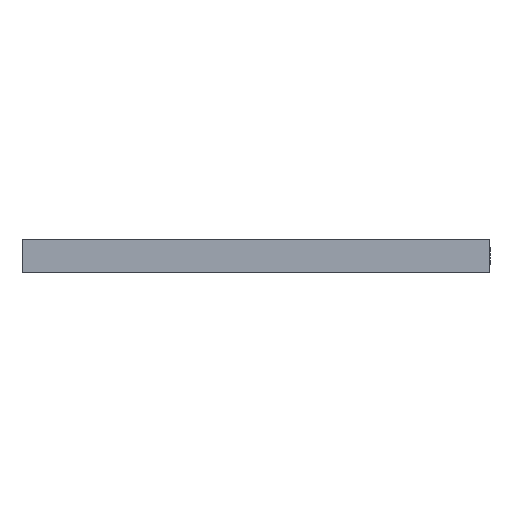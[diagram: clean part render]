
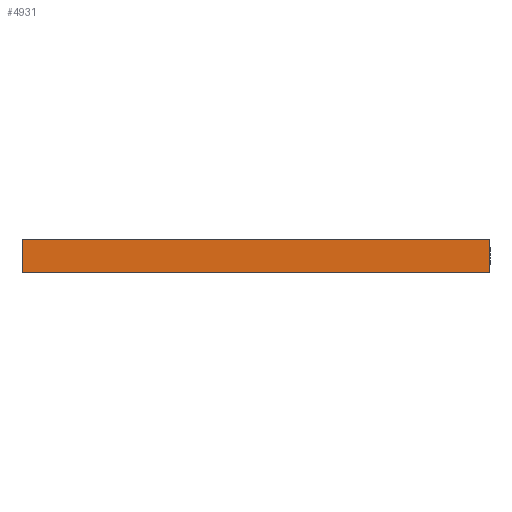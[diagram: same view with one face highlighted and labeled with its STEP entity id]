
A CAD part, left-side view. The second image highlights one B-rep face of the part: STEP entity #4931.
In plain terms, the highlighted planar face has unit normal (-1, 0, 0).
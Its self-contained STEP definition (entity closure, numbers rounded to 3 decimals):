
#152 = VECTOR ( 'NONE', #5867, 1000. ) ;
#635 = LINE ( 'NONE', #6809, #2253 ) ;
#664 = PLANE ( 'NONE',  #756 ) ;
#756 = AXIS2_PLACEMENT_3D ( 'NONE', #1967, #3020, #4938 ) ;
#902 = CARTESIAN_POINT ( 'NONE',  ( -66.5, 70., -5. ) ) ;
#1200 = ORIENTED_EDGE ( 'NONE', *, *, #1807, .F. ) ;
#1208 = ORIENTED_EDGE ( 'NONE', *, *, #2041, .T. ) ;
#1245 = FACE_OUTER_BOUND ( 'NONE', #2807, .T. ) ;
#1479 = EDGE_CURVE ( 'NONE', #4665, #7061, #635, .T. ) ;
#1685 = CARTESIAN_POINT ( 'NONE',  ( -66.5, 70., -5. ) ) ;
#1807 = EDGE_CURVE ( 'NONE', #5500, #7229, #3245, .T. ) ;
#1966 = LINE ( 'NONE', #902, #5603 ) ;
#1967 = CARTESIAN_POINT ( 'NONE',  ( -66.5, 70., -5. ) ) ;
#1971 = ORIENTED_EDGE ( 'NONE', *, *, #6857, .F. ) ;
#1982 = CARTESIAN_POINT ( 'NONE',  ( -66.5, -70., -5. ) ) ;
#2041 = EDGE_CURVE ( 'NONE', #7061, #7229, #6988, .T. ) ;
#2253 = VECTOR ( 'NONE', #3772, 1000. ) ;
#2807 = EDGE_LOOP ( 'NONE', ( #1208, #1200, #1971, #4873 ) ) ;
#3020 = DIRECTION ( 'NONE',  ( -1., 0., 0. ) ) ;
#3203 = CARTESIAN_POINT ( 'NONE',  ( -66.5, 70., 5. ) ) ;
#3245 = LINE ( 'NONE', #4083, #152 ) ;
#3772 = DIRECTION ( 'NONE',  ( 0., -1., 0. ) ) ;
#3917 = DIRECTION ( 'NONE',  ( 0., 0., 1. ) ) ;
#4083 = CARTESIAN_POINT ( 'NONE',  ( -66.5, 70., 5. ) ) ;
#4665 = VERTEX_POINT ( 'NONE', #1685 ) ;
#4668 = CARTESIAN_POINT ( 'NONE',  ( -66.5, -70., -5. ) ) ;
#4873 = ORIENTED_EDGE ( 'NONE', *, *, #1479, .T. ) ;
#4931 = ADVANCED_FACE ( 'NONE', ( #1245 ), #664, .T. ) ;
#4938 = DIRECTION ( 'NONE',  ( 0., 0., 1. ) ) ;
#5500 = VERTEX_POINT ( 'NONE', #3203 ) ;
#5603 = VECTOR ( 'NONE', #3917, 1000. ) ;
#5867 = DIRECTION ( 'NONE',  ( 0., -1., 0. ) ) ;
#6168 = DIRECTION ( 'NONE',  ( 0., 0., 1. ) ) ;
#6345 = VECTOR ( 'NONE', #6168, 1000. ) ;
#6610 = CARTESIAN_POINT ( 'NONE',  ( -66.5, -70., 5. ) ) ;
#6809 = CARTESIAN_POINT ( 'NONE',  ( -66.5, 70., -5. ) ) ;
#6857 = EDGE_CURVE ( 'NONE', #4665, #5500, #1966, .T. ) ;
#6988 = LINE ( 'NONE', #1982, #6345 ) ;
#7061 = VERTEX_POINT ( 'NONE', #4668 ) ;
#7229 = VERTEX_POINT ( 'NONE', #6610 ) ;
